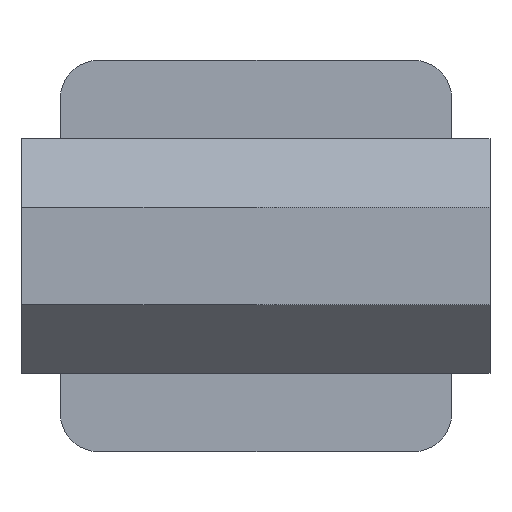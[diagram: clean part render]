
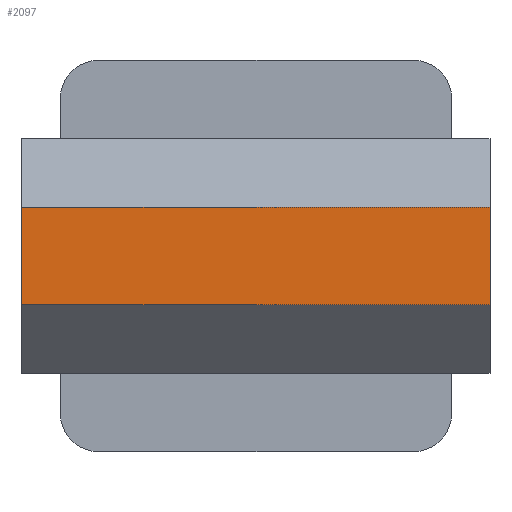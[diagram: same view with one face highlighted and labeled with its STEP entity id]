
A CAD part, front view. The second image highlights one B-rep face of the part: STEP entity #2097.
In plain terms, the highlighted planar face has unit normal (0, -1, 0).
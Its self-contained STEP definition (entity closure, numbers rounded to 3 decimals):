
#94 = VERTEX_POINT ( 'NONE', #746 ) ;
#152 = ORIENTED_EDGE ( 'NONE', *, *, #914, .F. ) ;
#325 = CARTESIAN_POINT ( 'NONE',  ( 55., -90.3, -11.5 ) ) ;
#383 = EDGE_CURVE ( 'NONE', #1689, #1397, #666, .T. ) ;
#399 = CARTESIAN_POINT ( 'NONE',  ( 55., -90.3, -11.5 ) ) ;
#447 = ORIENTED_EDGE ( 'NONE', *, *, #383, .F. ) ;
#577 = EDGE_LOOP ( 'NONE', ( #756, #773, #447, #152 ) ) ;
#666 = LINE ( 'NONE', #325, #1237 ) ;
#746 = CARTESIAN_POINT ( 'NONE',  ( -55., -90.3, 11.5 ) ) ;
#749 = EDGE_CURVE ( 'NONE', #1095, #94, #1759, .T. ) ;
#756 = ORIENTED_EDGE ( 'NONE', *, *, #749, .T. ) ;
#773 = ORIENTED_EDGE ( 'NONE', *, *, #2053, .T. ) ;
#870 = DIRECTION ( 'NONE',  ( -1., 0., 0. ) ) ;
#914 = EDGE_CURVE ( 'NONE', #1095, #1689, #1596, .T. ) ;
#1044 = DIRECTION ( 'NONE',  ( -1., 0., 0. ) ) ;
#1095 = VERTEX_POINT ( 'NONE', #1528 ) ;
#1114 = DIRECTION ( 'NONE',  ( 0., 0., -1. ) ) ;
#1181 = DIRECTION ( 'NONE',  ( 0., 1., 0. ) ) ;
#1228 = DIRECTION ( 'NONE',  ( 0., 0., 1. ) ) ;
#1237 = VECTOR ( 'NONE', #1044, 1000. ) ;
#1355 = CARTESIAN_POINT ( 'NONE',  ( 55., -90.3, -11.5 ) ) ;
#1373 = CARTESIAN_POINT ( 'NONE',  ( -55., -90.3, -11.5 ) ) ;
#1376 = AXIS2_PLACEMENT_3D ( 'NONE', #1388, #1181, #1228 ) ;
#1388 = CARTESIAN_POINT ( 'NONE',  ( 55., -90.3, -11.5 ) ) ;
#1397 = VERTEX_POINT ( 'NONE', #1373 ) ;
#1400 = LINE ( 'NONE', #1514, #1868 ) ;
#1514 = CARTESIAN_POINT ( 'NONE',  ( -55., -90.3, -11.5 ) ) ;
#1528 = CARTESIAN_POINT ( 'NONE',  ( 55., -90.3, 11.5 ) ) ;
#1538 = PLANE ( 'NONE',  #1376 ) ;
#1596 = LINE ( 'NONE', #399, #2208 ) ;
#1670 = VECTOR ( 'NONE', #870, 1000. ) ;
#1689 = VERTEX_POINT ( 'NONE', #1355 ) ;
#1704 = FACE_OUTER_BOUND ( 'NONE', #577, .T. ) ;
#1759 = LINE ( 'NONE', #1922, #1670 ) ;
#1868 = VECTOR ( 'NONE', #2320, 1000. ) ;
#1922 = CARTESIAN_POINT ( 'NONE',  ( 55., -90.3, 11.5 ) ) ;
#2053 = EDGE_CURVE ( 'NONE', #94, #1397, #1400, .T. ) ;
#2097 = ADVANCED_FACE ( 'NONE', ( #1704 ), #1538, .F. ) ;
#2208 = VECTOR ( 'NONE', #1114, 1000. ) ;
#2320 = DIRECTION ( 'NONE',  ( 0., 0., -1. ) ) ;
